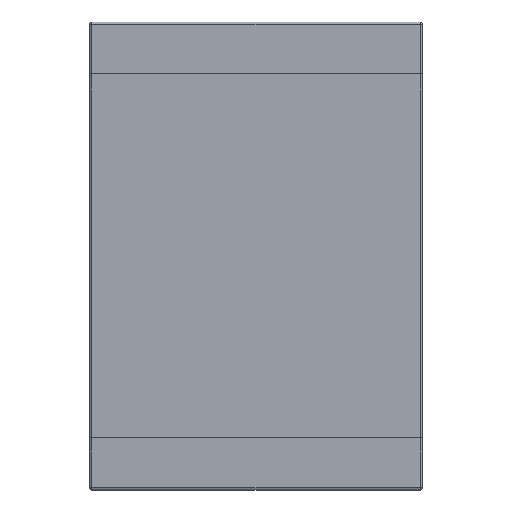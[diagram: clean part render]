
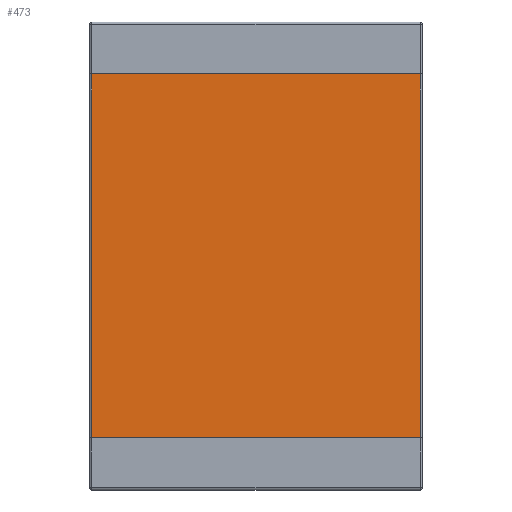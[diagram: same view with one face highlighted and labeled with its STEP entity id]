
A CAD part, top view. The second image highlights one B-rep face of the part: STEP entity #473.
In plain terms, the highlighted planar face has unit normal (0, 0, 1).
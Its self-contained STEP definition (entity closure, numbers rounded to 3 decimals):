
#89=FACE_OUTER_BOUND('',#117,.T.);
#117=EDGE_LOOP('',(#373,#374,#375,#376));
#149=LINE('',#807,#185);
#150=LINE('',#810,#186);
#151=LINE('',#812,#187);
#152=LINE('',#813,#188);
#185=VECTOR('',#670,1000.);
#186=VECTOR('',#673,1000.);
#187=VECTOR('',#674,1000.);
#188=VECTOR('',#675,1000.);
#221=VERTEX_POINT('',#803);
#222=VERTEX_POINT('',#805);
#223=VERTEX_POINT('',#809);
#224=VERTEX_POINT('',#811);
#275=EDGE_CURVE('',#221,#222,#149,.T.);
#276=EDGE_CURVE('',#223,#221,#150,.T.);
#277=EDGE_CURVE('',#222,#224,#151,.T.);
#278=EDGE_CURVE('',#224,#223,#152,.T.);
#373=ORIENTED_EDGE('',*,*,#276,.T.);
#374=ORIENTED_EDGE('',*,*,#275,.T.);
#375=ORIENTED_EDGE('',*,*,#277,.T.);
#376=ORIENTED_EDGE('',*,*,#278,.T.);
#420=PLANE('',#547);
#473=ADVANCED_FACE('',(#89),#420,.T.);
#547=AXIS2_PLACEMENT_3D('',#808,#671,#672);
#670=DIRECTION('',(0.,-1.,0.));
#671=DIRECTION('center_axis',(0.,0.,1.));
#672=DIRECTION('ref_axis',(1.,0.,0.));
#673=DIRECTION('',(-1.,0.,0.));
#674=DIRECTION('',(1.,0.,0.));
#675=DIRECTION('',(0.,1.,0.));
#803=CARTESIAN_POINT('',(-1.58,1.75,0.75));
#805=CARTESIAN_POINT('',(-1.58,-1.75,0.75));
#807=CARTESIAN_POINT('',(-1.58,-1.75,0.75));
#808=CARTESIAN_POINT('Origin',(-1.6,-1.75,0.75));
#809=CARTESIAN_POINT('',(1.58,1.75,0.75));
#810=CARTESIAN_POINT('',(1.6,1.75,0.75));
#811=CARTESIAN_POINT('',(1.58,-1.75,0.75));
#812=CARTESIAN_POINT('',(-1.6,-1.75,0.75));
#813=CARTESIAN_POINT('',(1.58,1.75,0.75));
